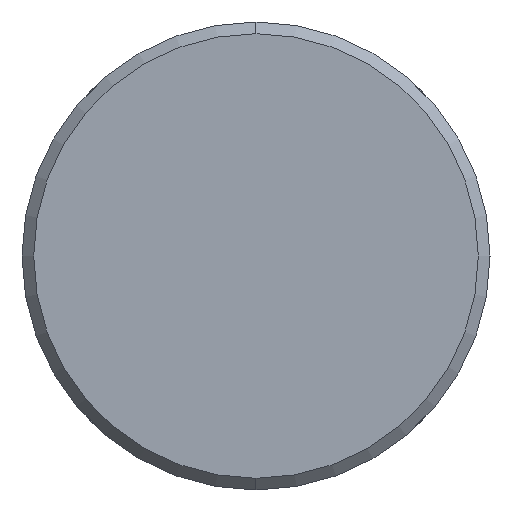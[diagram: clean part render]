
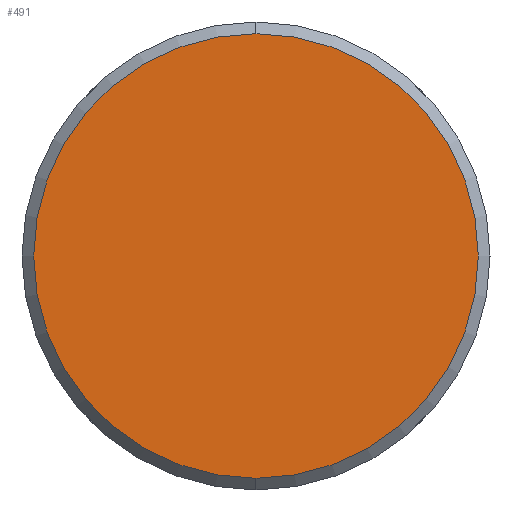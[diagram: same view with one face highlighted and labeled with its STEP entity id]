
A CAD part, left-side view. The second image highlights one B-rep face of the part: STEP entity #491.
In plain terms, the highlighted face is planar.
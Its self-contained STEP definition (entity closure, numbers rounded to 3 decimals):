
#259=CARTESIAN_POINT('',(0.,0.,0.));
#260=DIRECTION('',(0.,0.,1.));
#261=DIRECTION('',(-1.,0.,0.));
#262=AXIS2_PLACEMENT_3D('',#259,#260,#261);
#267=CARTESIAN_POINT('',(0.,0.,0.));
#268=DIRECTION('',(0.,0.,-1.));
#269=DIRECTION('',(-1.,0.,0.));
#270=AXIS2_PLACEMENT_3D('',#267,#268,#269);
#276=CARTESIAN_POINT('',(-4.75,0.,0.));
#278=VERTEX_POINT('',#276);
#280=CARTESIAN_POINT('',(4.75,0.,0.));
#282=VERTEX_POINT('',#280);
#482=CARTESIAN_POINT('',(0.,0.,0.));
#483=DIRECTION('',(0.,0.,-1.));
#484=DIRECTION('',(1.,0.,0.));
#485=AXIS2_PLACEMENT_3D('',#482,#483,#484);
#486=PLANE('',#485);
#487=ORIENTED_EDGE('',*,*,#468,.F.);
#488=ORIENTED_EDGE('',*,*,#450,.T.);
#489=EDGE_LOOP('',(#487,#488));
#490=FACE_OUTER_BOUND('',#489,.F.);
#263=CIRCLE('',#262,4.75);
#271=CIRCLE('',#270,4.75);
#450=EDGE_CURVE('',#278,#282,#271,.T.);
#468=EDGE_CURVE('',#278,#282,#263,.T.);
#491=ADVANCED_FACE('',(#490),#486,.F.);
